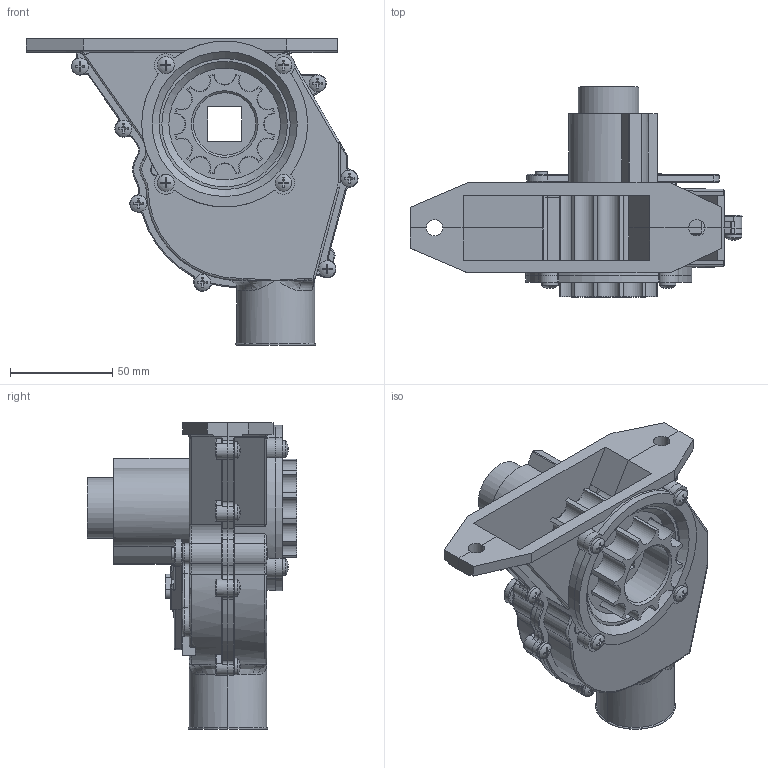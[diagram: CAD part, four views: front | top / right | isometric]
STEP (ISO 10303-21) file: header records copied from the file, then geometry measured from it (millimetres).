
FILE_DESCRIPTION((''),'1');
FILE_NAME('GP-817-094C_Seed-Cup-Assy.stp','2012-03-09T18:24:45',(''),(''),'Spatial Interop R21 SP3','Kubotek KeyCreator 2011 V10.5.0 (24766)',' ');
FILE_SCHEMA(('automotive_design'));
Length unit declared in the file: inch
Products named in the file (19): 890-121C: POWDER METAL SPROCKET D2861B[30]; 817-003C: DELRIN SLEEVE[29]; 801-057C: SCR SELF TAP 8X3/8 TYPE 25 BT[28]; 817-073C: SEED CUP WASHER RETAINER[27]; 817-329C: NYLON WASHER[26]; 817-096C: SEED CUP LEFT HALF[25]; 817-095C: SEED CUP DOOR[24]; 817-097C: SEED CUP RIGHT HALF[23]; 817-071C: SEED CUP ADJUSTMENT HANDLE[22]
Bounding box: 162.09 x 102.5 x 149.77 mm (x, y, z)
Volume: 242359.2 mm3; surface area: 138246.8 mm2
Topology: 19 solids, 19 shells, 994 faces, 2515 edges, 1540 vertices
Faces by surface type: plane 415, cylinder 389, torus 93, bspline 46, sphere 37, cone 14
Full cylindrical faces by diameter (mm): 3.1 x4, 3.15 x7, 4.166 x11, 4.4 x11, 6 x2, 6.2 x1, 6.4 x2, 6.66 x1, 8.179 x11, 10 x1, 23.6 x1, 29.6 x1, 29.921 x1, 30.5 x1, 64 x1, 67.4 x1, 73.25 x1, 73.8 x1, 74.5 x1
Entity records: 60246 total; most frequent: CARTESIAN_POINT 12334, DIRECTION 5295, ORIENTED_EDGE 4704, PRESENTATION_STYLE_ASSIGNMENT 4378, COLOUR_RGB 4378, STYLED_ITEM 3365, CURVE_STYLE 3365, DRAUGHTING_PRE_DEFINED_CURVE_FONT 3365
